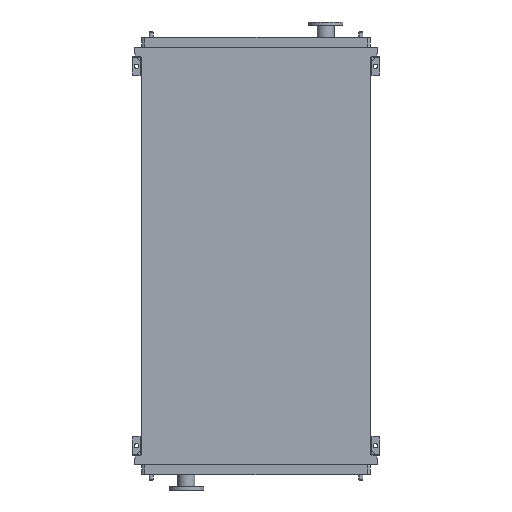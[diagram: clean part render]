
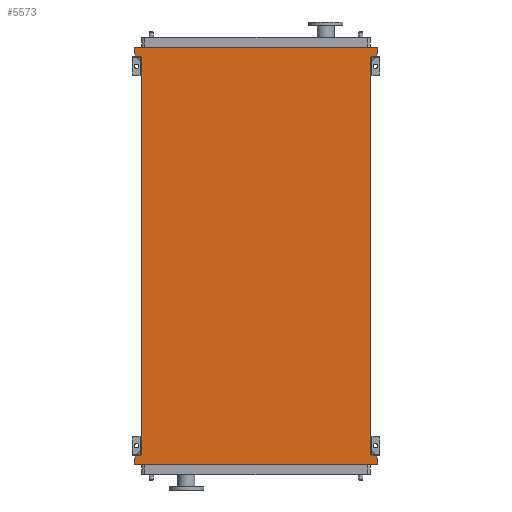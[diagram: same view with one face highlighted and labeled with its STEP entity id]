
A CAD part, front view. The second image highlights one B-rep face of the part: STEP entity #5573.
In plain terms, the highlighted planar face has unit normal (0, -1, 0).
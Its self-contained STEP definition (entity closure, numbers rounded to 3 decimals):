
#46 = EDGE_CURVE ( 'NONE', #15398, #8664, #6744, .T. ) ;
#67 = LINE ( 'NONE', #11044, #11139 ) ;
#238 = CARTESIAN_POINT ( 'NONE',  ( 725., 0., -2450. ) ) ;
#309 = CARTESIAN_POINT ( 'NONE',  ( -725., 0., -2450. ) ) ;
#889 = ORIENTED_EDGE ( 'NONE', *, *, #15815, .F. ) ;
#940 = DIRECTION ( 'NONE',  ( -0.655, 0., 0.755 ) ) ;
#950 = VECTOR ( 'NONE', #11967, 1000. ) ;
#1126 = DIRECTION ( 'NONE',  ( 0., 0., 1. ) ) ;
#1418 = VERTEX_POINT ( 'NONE', #6577 ) ;
#1477 = VERTEX_POINT ( 'NONE', #12461 ) ;
#1624 = LINE ( 'NONE', #2366, #5024 ) ;
#1649 = VECTOR ( 'NONE', #12906, 1000. ) ;
#1681 = DIRECTION ( 'NONE',  ( 1., 0., 0. ) ) ;
#2014 = AXIS2_PLACEMENT_3D ( 'NONE', #10117, #11559, #2907 ) ;
#2101 = VECTOR ( 'NONE', #11227, 1000. ) ;
#2181 = CARTESIAN_POINT ( 'NONE',  ( -725., 0., 0. ) ) ;
#2366 = CARTESIAN_POINT ( 'NONE',  ( 771., 0., -2545. ) ) ;
#2397 = EDGE_CURVE ( 'NONE', #10012, #14241, #6433, .T. ) ;
#2566 = VERTEX_POINT ( 'NONE', #2181 ) ;
#2595 = VECTOR ( 'NONE', #1681, 1000. ) ;
#2732 = CARTESIAN_POINT ( 'NONE',  ( 771., 0., -2503. ) ) ;
#2907 = DIRECTION ( 'NONE',  ( 0., 0., -1. ) ) ;
#2911 = VECTOR ( 'NONE', #6007, 1000. ) ;
#3110 = ORIENTED_EDGE ( 'NONE', *, *, #12452, .F. ) ;
#3259 = DIRECTION ( 'NONE',  ( 0., 0., 1. ) ) ;
#3324 = CARTESIAN_POINT ( 'NONE',  ( 771., 0., 95. ) ) ;
#3408 = ORIENTED_EDGE ( 'NONE', *, *, #2397, .F. ) ;
#3477 = ORIENTED_EDGE ( 'NONE', *, *, #14282, .F. ) ;
#4036 = CARTESIAN_POINT ( 'NONE',  ( -771., 0., 53. ) ) ;
#4139 = CARTESIAN_POINT ( 'NONE',  ( 771., 0., -2545. ) ) ;
#4351 = LINE ( 'NONE', #3324, #950 ) ;
#4763 = ORIENTED_EDGE ( 'NONE', *, *, #13660, .F. ) ;
#4836 = VERTEX_POINT ( 'NONE', #16893 ) ;
#5024 = VECTOR ( 'NONE', #12479, 1000. ) ;
#5385 = VECTOR ( 'NONE', #1126, 1000. ) ;
#5485 = CARTESIAN_POINT ( 'NONE',  ( 725., 0., -2450. ) ) ;
#5496 = ORIENTED_EDGE ( 'NONE', *, *, #8490, .F. ) ;
#5573 = ADVANCED_FACE ( 'NONE', ( #5737 ), #8669, .T. ) ;
#5694 = VERTEX_POINT ( 'NONE', #309 ) ;
#5711 = CARTESIAN_POINT ( 'NONE',  ( -771., 0., -2503. ) ) ;
#5737 = FACE_OUTER_BOUND ( 'NONE', #8004, .T. ) ;
#5773 = LINE ( 'NONE', #11913, #16856 ) ;
#5866 = VECTOR ( 'NONE', #7799, 1000. ) ;
#6007 = DIRECTION ( 'NONE',  ( -0.655, 0., -0.755 ) ) ;
#6433 = LINE ( 'NONE', #10299, #2595 ) ;
#6567 = VERTEX_POINT ( 'NONE', #4139 ) ;
#6577 = CARTESIAN_POINT ( 'NONE',  ( 771., 0., -2503. ) ) ;
#6744 = LINE ( 'NONE', #16197, #2911 ) ;
#6904 = CARTESIAN_POINT ( 'NONE',  ( 725., 0., 0. ) ) ;
#6938 = LINE ( 'NONE', #2732, #9890 ) ;
#7799 = DIRECTION ( 'NONE',  ( 0., 0., 1. ) ) ;
#8004 = EDGE_LOOP ( 'NONE', ( #14605, #15203, #889, #3408, #11015, #8705, #5496, #12660, #3110, #3477, #10674, #4763 ) ) ;
#8212 = DIRECTION ( 'NONE',  ( 0.655, 0., -0.755 ) ) ;
#8490 = EDGE_CURVE ( 'NONE', #5694, #2566, #9718, .T. ) ;
#8664 = VERTEX_POINT ( 'NONE', #6904 ) ;
#8669 = PLANE ( 'NONE',  #2014 ) ;
#8705 = ORIENTED_EDGE ( 'NONE', *, *, #13649, .F. ) ;
#9125 = EDGE_CURVE ( 'NONE', #9304, #8664, #9254, .T. ) ;
#9254 = LINE ( 'NONE', #5485, #5385 ) ;
#9304 = VERTEX_POINT ( 'NONE', #238 ) ;
#9718 = LINE ( 'NONE', #12078, #5866 ) ;
#9890 = VECTOR ( 'NONE', #14311, 1000. ) ;
#10012 = VERTEX_POINT ( 'NONE', #10581 ) ;
#10117 = CARTESIAN_POINT ( 'NONE',  ( -725., 0., -2450. ) ) ;
#10299 = CARTESIAN_POINT ( 'NONE',  ( -771., 0., 95. ) ) ;
#10581 = CARTESIAN_POINT ( 'NONE',  ( -771., 0., 95. ) ) ;
#10674 = ORIENTED_EDGE ( 'NONE', *, *, #11208, .F. ) ;
#10700 = VECTOR ( 'NONE', #8212, 1000. ) ;
#11015 = ORIENTED_EDGE ( 'NONE', *, *, #13757, .F. ) ;
#11044 = CARTESIAN_POINT ( 'NONE',  ( -725., 0., 0. ) ) ;
#11139 = VECTOR ( 'NONE', #940, 1000. ) ;
#11208 = EDGE_CURVE ( 'NONE', #1418, #6567, #6938, .T. ) ;
#11227 = DIRECTION ( 'NONE',  ( 0., 0., 1. ) ) ;
#11559 = DIRECTION ( 'NONE',  ( 0., -1., 0. ) ) ;
#11913 = CARTESIAN_POINT ( 'NONE',  ( -771., 0., -2545. ) ) ;
#11967 = DIRECTION ( 'NONE',  ( 0., 0., -1. ) ) ;
#12078 = CARTESIAN_POINT ( 'NONE',  ( -725., 0., -2450. ) ) ;
#12452 = EDGE_CURVE ( 'NONE', #14839, #1477, #5773, .T. ) ;
#12461 = CARTESIAN_POINT ( 'NONE',  ( -771., 0., -2503. ) ) ;
#12479 = DIRECTION ( 'NONE',  ( -1., 0., 0. ) ) ;
#12660 = ORIENTED_EDGE ( 'NONE', *, *, #14513, .F. ) ;
#12729 = LINE ( 'NONE', #5711, #1649 ) ;
#12906 = DIRECTION ( 'NONE',  ( 0.655, 0., 0.755 ) ) ;
#13649 = EDGE_CURVE ( 'NONE', #2566, #4836, #67, .T. ) ;
#13660 = EDGE_CURVE ( 'NONE', #9304, #1418, #17964, .T. ) ;
#13757 = EDGE_CURVE ( 'NONE', #4836, #10012, #17042, .T. ) ;
#13785 = CARTESIAN_POINT ( 'NONE',  ( -771., 0., -2545. ) ) ;
#13809 = CARTESIAN_POINT ( 'NONE',  ( 771., 0., 95. ) ) ;
#14241 = VERTEX_POINT ( 'NONE', #13809 ) ;
#14282 = EDGE_CURVE ( 'NONE', #6567, #14839, #1624, .T. ) ;
#14311 = DIRECTION ( 'NONE',  ( 0., 0., -1. ) ) ;
#14513 = EDGE_CURVE ( 'NONE', #1477, #5694, #12729, .T. ) ;
#14605 = ORIENTED_EDGE ( 'NONE', *, *, #9125, .T. ) ;
#14839 = VERTEX_POINT ( 'NONE', #13785 ) ;
#15203 = ORIENTED_EDGE ( 'NONE', *, *, #46, .F. ) ;
#15348 = CARTESIAN_POINT ( 'NONE',  ( 771., 0., 53. ) ) ;
#15398 = VERTEX_POINT ( 'NONE', #15348 ) ;
#15815 = EDGE_CURVE ( 'NONE', #14241, #15398, #4351, .T. ) ;
#16197 = CARTESIAN_POINT ( 'NONE',  ( 771., 0., 53. ) ) ;
#16856 = VECTOR ( 'NONE', #3259, 1000. ) ;
#16893 = CARTESIAN_POINT ( 'NONE',  ( -771., 0., 53. ) ) ;
#17042 = LINE ( 'NONE', #4036, #2101 ) ;
#17964 = LINE ( 'NONE', #18344, #10700 ) ;
#18344 = CARTESIAN_POINT ( 'NONE',  ( 725., 0., -2450. ) ) ;
